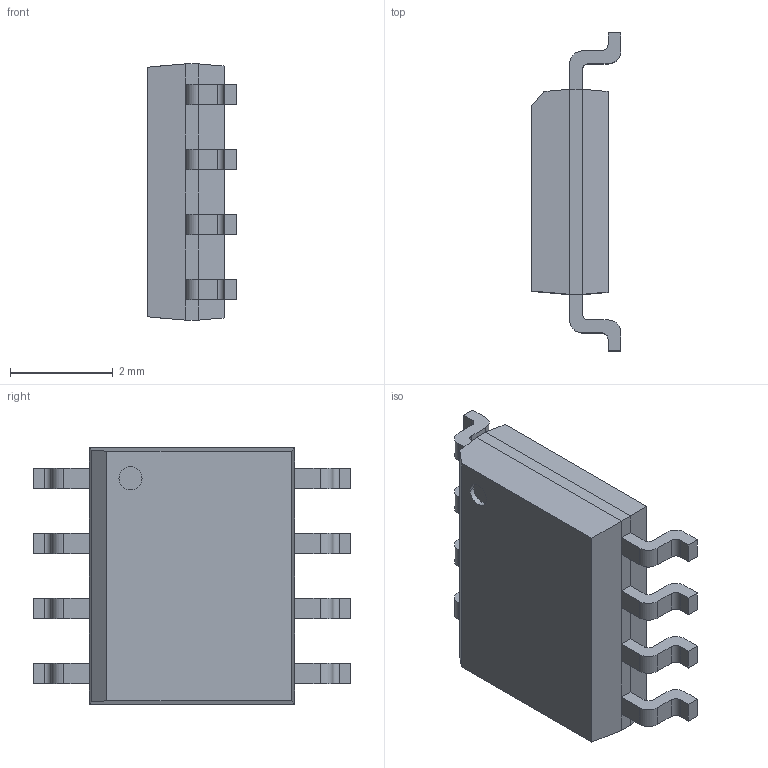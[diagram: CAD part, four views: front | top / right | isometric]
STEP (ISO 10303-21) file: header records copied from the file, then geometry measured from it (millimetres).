
FILE_DESCRIPTION (( 'STEP AP214' ), '1' );
FILE_NAME ('SO8_4.9x3.9mm.STEP', '2019-10-18T17:24:54', ( '' ), ( '' ), 'SwSTEP 2.0', 'SolidWorks 2019', '' );
FILE_SCHEMA (( 'AUTOMOTIVE_DESIGN' ));
Length unit declared in the file: millimetre
Products named in the file (1): SO8_4.9x3.9mm
Bounding box: 1.75 x 6.2 x 5 mm (x, y, z)
Volume: 30.6 mm3; surface area: 82.2 mm2
Topology: 1 solids, 1 shells, 130 faces, 341 edges, 214 vertices
Faces by surface type: plane 96, cylinder 34
Entity records: 5111 total; most frequent: CARTESIAN_POINT 686, ORIENTED_EDGE 682, DIRECTION 671, EDGE_CURVE 341, VECTOR 273, LINE 273, VERTEX_POINT 214, AXIS2_PLACEMENT_3D 199
